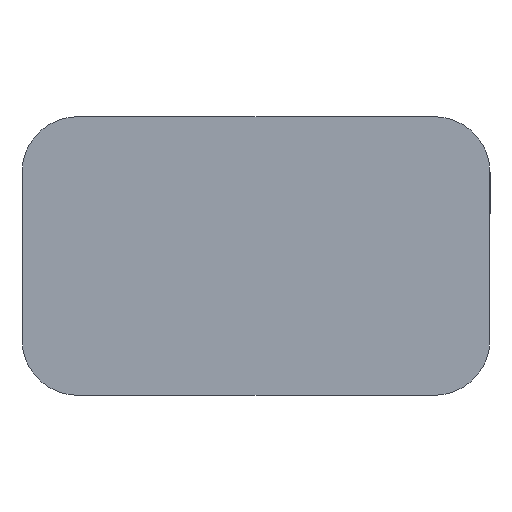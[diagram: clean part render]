
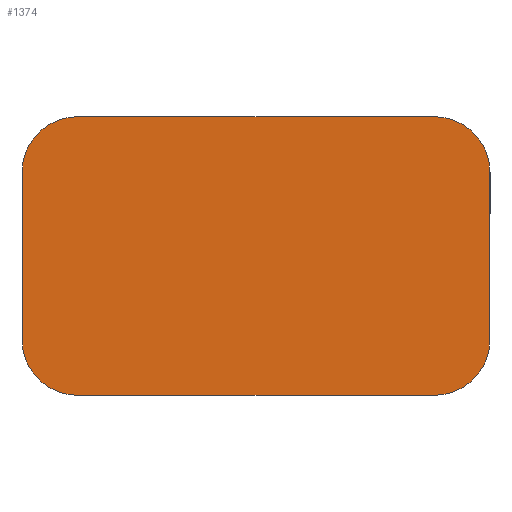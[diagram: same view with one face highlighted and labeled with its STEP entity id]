
A CAD part, front view. The second image highlights one B-rep face of the part: STEP entity #1374.
In plain terms, the highlighted planar face has unit normal (0, -1, 0).
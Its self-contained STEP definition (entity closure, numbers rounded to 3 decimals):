
#52=PLANE('',#1460);
#94=FACE_OUTER_BOUND('',#168,.T.);
#168=EDGE_LOOP('',(#961,#962,#963,#964,#965,#966,#967,#968));
#247=LINE('',#2045,#379);
#251=LINE('',#2057,#383);
#255=LINE('',#2069,#387);
#259=LINE('',#2080,#391);
#379=VECTOR('',#1607,15.);
#383=VECTOR('',#1619,32.);
#387=VECTOR('',#1631,15.);
#391=VECTOR('',#1643,32.);
#509=CIRCLE('',#1444,5.);
#511=CIRCLE('',#1448,5.);
#513=CIRCLE('',#1452,5.);
#515=CIRCLE('',#1456,5.);
#581=VERTEX_POINT('',#2035);
#582=VERTEX_POINT('',#2036);
#585=VERTEX_POINT('',#2044);
#587=VERTEX_POINT('',#2050);
#589=VERTEX_POINT('',#2056);
#591=VERTEX_POINT('',#2062);
#593=VERTEX_POINT('',#2068);
#595=VERTEX_POINT('',#2074);
#717=EDGE_CURVE('',#581,#582,#509,.T.);
#721=EDGE_CURVE('',#582,#585,#247,.T.);
#724=EDGE_CURVE('',#585,#587,#511,.T.);
#727=EDGE_CURVE('',#587,#589,#251,.T.);
#730=EDGE_CURVE('',#589,#591,#513,.T.);
#733=EDGE_CURVE('',#591,#593,#255,.T.);
#736=EDGE_CURVE('',#593,#595,#515,.T.);
#739=EDGE_CURVE('',#595,#581,#259,.T.);
#961=ORIENTED_EDGE('',*,*,#739,.T.);
#962=ORIENTED_EDGE('',*,*,#717,.T.);
#963=ORIENTED_EDGE('',*,*,#721,.T.);
#964=ORIENTED_EDGE('',*,*,#724,.T.);
#965=ORIENTED_EDGE('',*,*,#727,.T.);
#966=ORIENTED_EDGE('',*,*,#730,.T.);
#967=ORIENTED_EDGE('',*,*,#733,.T.);
#968=ORIENTED_EDGE('',*,*,#736,.T.);
#1374=ADVANCED_FACE('',(#94),#52,.T.);
#1444=AXIS2_PLACEMENT_3D('',#2037,#1599,#1600);
#1448=AXIS2_PLACEMENT_3D('',#2051,#1612,#1613);
#1452=AXIS2_PLACEMENT_3D('',#2063,#1624,#1625);
#1456=AXIS2_PLACEMENT_3D('',#2075,#1636,#1637);
#1460=AXIS2_PLACEMENT_3D('',#2083,#1647,#1648);
#1599=DIRECTION('center_axis',(0.,-1.,0.));
#1600=DIRECTION('ref_axis',(1.,0.,0.));
#1607=DIRECTION('',(0.,0.,-1.));
#1612=DIRECTION('center_axis',(0.,-1.,0.));
#1613=DIRECTION('ref_axis',(0.,0.,1.));
#1619=DIRECTION('',(1.,0.,0.));
#1624=DIRECTION('center_axis',(0.,-1.,0.));
#1625=DIRECTION('ref_axis',(-1.,0.,0.));
#1631=DIRECTION('',(0.,0.,1.));
#1636=DIRECTION('center_axis',(0.,-1.,0.));
#1637=DIRECTION('ref_axis',(0.,0.,-1.));
#1643=DIRECTION('',(-1.,0.,0.));
#1647=DIRECTION('center_axis',(0.,-1.,0.));
#1648=DIRECTION('ref_axis',(0.,0.,-1.));
#2035=CARTESIAN_POINT('',(-32.,0.,20.));
#2036=CARTESIAN_POINT('',(-37.,0.,15.));
#2037=CARTESIAN_POINT('Origin',(-32.,0.,15.));
#2044=CARTESIAN_POINT('',(-37.,0.,0.));
#2045=CARTESIAN_POINT('',(-37.,0.,15.));
#2050=CARTESIAN_POINT('',(-32.,0.,-5.));
#2051=CARTESIAN_POINT('Origin',(-32.,0.,0.));
#2056=CARTESIAN_POINT('',(0.,0.,-5.));
#2057=CARTESIAN_POINT('',(-32.,0.,-5.));
#2062=CARTESIAN_POINT('',(5.,0.,0.));
#2063=CARTESIAN_POINT('Origin',(0.,0.,0.));
#2068=CARTESIAN_POINT('',(5.,0.,15.));
#2069=CARTESIAN_POINT('',(5.,0.,0.));
#2074=CARTESIAN_POINT('',(0.,0.,20.));
#2075=CARTESIAN_POINT('Origin',(0.,0.,15.));
#2080=CARTESIAN_POINT('',(0.,0.,20.));
#2083=CARTESIAN_POINT('Origin',(-16.,0.,7.5));
